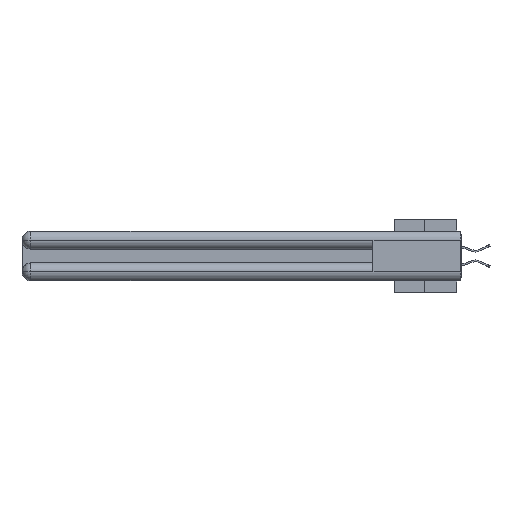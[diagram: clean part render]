
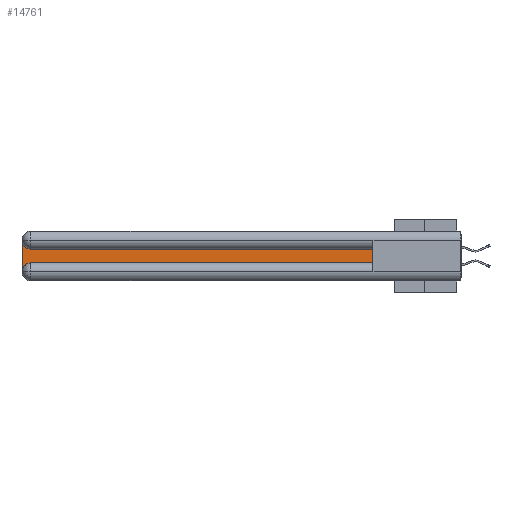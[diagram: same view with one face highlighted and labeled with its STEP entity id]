
A CAD part, left-side view. The second image highlights one B-rep face of the part: STEP entity #14761.
In plain terms, the highlighted planar face has unit normal (-1, 0, 0).
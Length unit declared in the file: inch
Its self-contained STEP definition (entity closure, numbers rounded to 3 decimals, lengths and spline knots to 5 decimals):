
#10 = CIRCLE ( 'NONE', #17851, 0.06 ) ;
#209 = EDGE_CURVE ( 'NONE', #21018, #389, #5462, .T. ) ;
#389 = VERTEX_POINT ( 'NONE', #27326 ) ;
#1300 = CARTESIAN_POINT ( 'NONE',  ( 0.075, 0.6, -0.1225 ) ) ;
#1975 = CARTESIAN_POINT ( 'NONE',  ( 0.075, 3., -0.0625 ) ) ;
#2225 = EDGE_LOOP ( 'NONE', ( #18324, #32973, #7456, #21428, #36626, #20845 ) ) ;
#4324 = DIRECTION ( 'NONE',  ( 1., 0., 0. ) ) ;
#4688 = VERTEX_POINT ( 'NONE', #1975 ) ;
#4914 = CARTESIAN_POINT ( 'NONE',  ( 0.075, 3., -0.1225 ) ) ;
#5462 = LINE ( 'NONE', #1300, #25421 ) ;
#5645 = CARTESIAN_POINT ( 'NONE',  ( 0.075, 0.6, -0.2175 ) ) ;
#5665 = CARTESIAN_POINT ( 'NONE',  ( 0.075, 3., -0.2775 ) ) ;
#6025 = FACE_OUTER_BOUND ( 'NONE', #2225, .T. ) ;
#6947 = CARTESIAN_POINT ( 'NONE',  ( 0.075, 0.6, -0.1225 ) ) ;
#7456 = ORIENTED_EDGE ( 'NONE', *, *, #14257, .T. ) ;
#7652 = EDGE_CURVE ( 'NONE', #27342, #21018, #8462, .T. ) ;
#8343 = DIRECTION ( 'NONE',  ( 0., 0., -1. ) ) ;
#8462 = LINE ( 'NONE', #21496, #22260 ) ;
#12255 = EDGE_CURVE ( 'NONE', #389, #4688, #22373, .T. ) ;
#12271 = LINE ( 'NONE', #25357, #22485 ) ;
#13300 = DIRECTION ( 'NONE',  ( 0., 0., -1. ) ) ;
#14257 = EDGE_CURVE ( 'NONE', #4688, #26402, #12271, .T. ) ;
#14761 = ADVANCED_FACE ( 'NONE', ( #6025 ), #32354, .F. ) ;
#15378 = CARTESIAN_POINT ( 'NONE',  ( 0.075, 2.94, -0.2175 ) ) ;
#17108 = EDGE_CURVE ( 'NONE', #26402, #25055, #10, .T. ) ;
#17377 = AXIS2_PLACEMENT_3D ( 'NONE', #4914, #36074, #33198 ) ;
#17851 = AXIS2_PLACEMENT_3D ( 'NONE', #33663, #24735, #13300 ) ;
#18324 = ORIENTED_EDGE ( 'NONE', *, *, #209, .T. ) ;
#18732 = LINE ( 'NONE', #5645, #20513 ) ;
#19777 = DIRECTION ( 'NONE',  ( 0., -1., 0. ) ) ;
#20513 = VECTOR ( 'NONE', #19777, 39.37008 ) ;
#20845 = ORIENTED_EDGE ( 'NONE', *, *, #7652, .T. ) ;
#21018 = VERTEX_POINT ( 'NONE', #6947 ) ;
#21066 = CARTESIAN_POINT ( 'NONE',  ( 0.075, 2.94, -0.0625 ) ) ;
#21163 = EDGE_CURVE ( 'NONE', #25055, #27342, #18732, .T. ) ;
#21428 = ORIENTED_EDGE ( 'NONE', *, *, #17108, .T. ) ;
#21496 = CARTESIAN_POINT ( 'NONE',  ( 0.075, 0.6, -0.2175 ) ) ;
#22260 = VECTOR ( 'NONE', #30263, 39.37008 ) ;
#22373 = CIRCLE ( 'NONE', #31697, 0.06 ) ;
#22485 = VECTOR ( 'NONE', #8343, 39.37008 ) ;
#23996 = CARTESIAN_POINT ( 'NONE',  ( 0.075, 0.6, -0.2175 ) ) ;
#24735 = DIRECTION ( 'NONE',  ( 1., 0., 0. ) ) ;
#25055 = VERTEX_POINT ( 'NONE', #15378 ) ;
#25357 = CARTESIAN_POINT ( 'NONE',  ( 0.075, 3., -0.2175 ) ) ;
#25421 = VECTOR ( 'NONE', #27201, 39.37008 ) ;
#26402 = VERTEX_POINT ( 'NONE', #5665 ) ;
#27201 = DIRECTION ( 'NONE',  ( 0., 1., 0. ) ) ;
#27326 = CARTESIAN_POINT ( 'NONE',  ( 0.075, 2.94, -0.1225 ) ) ;
#27342 = VERTEX_POINT ( 'NONE', #23996 ) ;
#29610 = DIRECTION ( 'NONE',  ( 0., 0., -1. ) ) ;
#30263 = DIRECTION ( 'NONE',  ( 0., 0., 1. ) ) ;
#31697 = AXIS2_PLACEMENT_3D ( 'NONE', #21066, #4324, #29610 ) ;
#32354 = PLANE ( 'NONE',  #17377 ) ;
#32973 = ORIENTED_EDGE ( 'NONE', *, *, #12255, .T. ) ;
#33198 = DIRECTION ( 'NONE',  ( 0., 0., -1. ) ) ;
#33663 = CARTESIAN_POINT ( 'NONE',  ( 0.075, 2.94, -0.2775 ) ) ;
#36074 = DIRECTION ( 'NONE',  ( 1., 0., 0. ) ) ;
#36626 = ORIENTED_EDGE ( 'NONE', *, *, #21163, .T. ) ;
